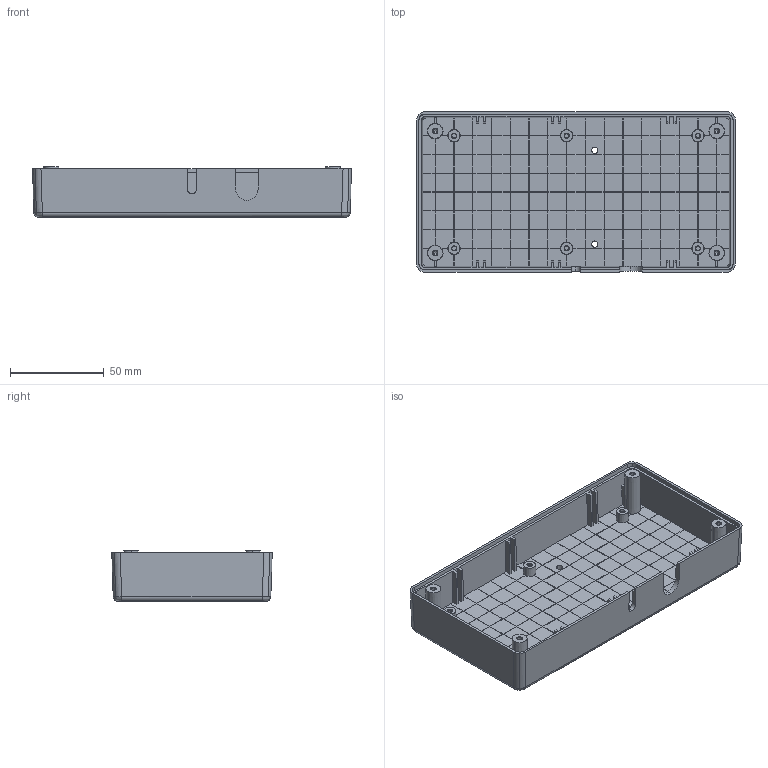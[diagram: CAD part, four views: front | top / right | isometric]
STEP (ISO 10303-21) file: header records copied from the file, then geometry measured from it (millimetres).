
FILE_DESCRIPTION (( 'STEP AP214' ), '1' );
FILE_NAME ('1599EBAT Box.stp.STEP', '2025-07-17T15:29:51', ( '' ), ( '' ), 'SwSTEP 2.0', 'SolidWorks 2023', '' );
FILE_SCHEMA (( 'AUTOMOTIVE_DESIGN' ));
Length unit declared in the file: millimetre
Products named in the file (1): 1599EBAT Box.stp
Bounding box: 170 x 85.5 x 27 mm (x, y, z)
Volume: 69848.6 mm3; surface area: 57509.9 mm2
Topology: 1 solids, 1 shells, 669 faces, 1734 edges, 1074 vertices
Faces by surface type: cylinder 319, plane 290, cone 36, torus 20, bspline 4
Entity records: 20253 total; most frequent: CARTESIAN_POINT 5366, ORIENTED_EDGE 3452, DIRECTION 2768, EDGE_CURVE 1726, VERTEX_POINT 1074, VECTOR 952, LINE 952, AXIS2_PLACEMENT_3D 908
